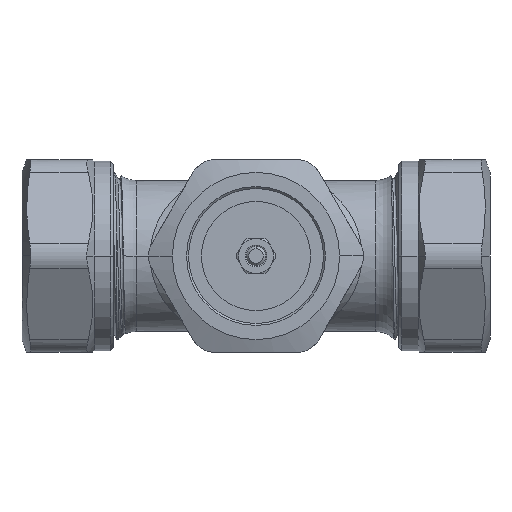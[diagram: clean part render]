
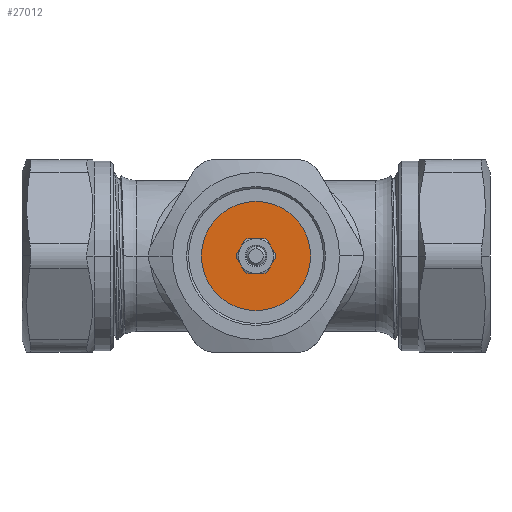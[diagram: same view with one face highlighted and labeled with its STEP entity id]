
A CAD part, front view. The second image highlights one B-rep face of the part: STEP entity #27012.
In plain terms, the highlighted planar face has unit normal (0, -1, 0).
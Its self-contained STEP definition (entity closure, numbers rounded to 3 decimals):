
#774=CARTESIAN_POINT('',(0.,-10.95,0.));
#775=DIRECTION('',(0.,-1.,0.));
#776=DIRECTION('',(1.,0.,0.));
#777=AXIS2_PLACEMENT_3D('',#774,#775,#776);
#783=CARTESIAN_POINT('',(0.,-10.95,0.));
#784=DIRECTION('',(0.,1.,0.));
#785=DIRECTION('',(1.,0.,0.));
#786=AXIS2_PLACEMENT_3D('',#783,#784,#785);
#792=CARTESIAN_POINT('',(0.,-10.95,0.));
#793=DIRECTION('',(0.,1.,0.));
#794=DIRECTION('',(1.,0.,0.));
#795=AXIS2_PLACEMENT_3D('',#792,#793,#794);
#797=CARTESIAN_POINT('',(0.,-10.95,0.));
#798=DIRECTION('',(0.,1.,0.));
#799=DIRECTION('',(-1.,0.,0.));
#800=AXIS2_PLACEMENT_3D('',#797,#798,#799);
#25613=CARTESIAN_POINT('',(8.5,-10.95,0.));
#25614=CARTESIAN_POINT('',(-8.5,-10.95,0.));
#25615=VERTEX_POINT('',#25613);
#25616=VERTEX_POINT('',#25614);
#25693=CARTESIAN_POINT('',(2.7,-10.95,0.));
#25694=CARTESIAN_POINT('',(-2.7,-10.95,0.));
#25695=VERTEX_POINT('',#25693);
#25696=VERTEX_POINT('',#25694);
#26997=CARTESIAN_POINT('',(0.,-10.95,0.));
#26998=DIRECTION('',(0.,-1.,0.));
#26999=DIRECTION('',(-1.,0.,0.));
#27000=AXIS2_PLACEMENT_3D('',#26997,#26998,#26999);
#27001=PLANE('',#27000);
#27002=ORIENTED_EDGE('',*,*,#26977,.F.);
#27003=ORIENTED_EDGE('',*,*,#26991,.T.);
#27004=EDGE_LOOP('',(#27002,#27003));
#27005=FACE_OUTER_BOUND('',#27004,.F.);
#27007=ORIENTED_EDGE('',*,*,#27006,.F.);
#27009=ORIENTED_EDGE('',*,*,#27008,.F.);
#27010=EDGE_LOOP('',(#27007,#27009));
#27011=FACE_BOUND('',#27010,.F.);
#27012=ADVANCED_FACE('',(#27005,#27011),#27001,.T.);
#778=CIRCLE('',#777,8.5);
#787=CIRCLE('',#786,8.5);
#796=CIRCLE('',#795,2.7);
#801=CIRCLE('',#800,2.7);
#26977=EDGE_CURVE('',#25615,#25616,#778,.T.);
#26991=EDGE_CURVE('',#25615,#25616,#787,.T.);
#27006=EDGE_CURVE('',#25695,#25696,#796,.T.);
#27008=EDGE_CURVE('',#25696,#25695,#801,.T.);
